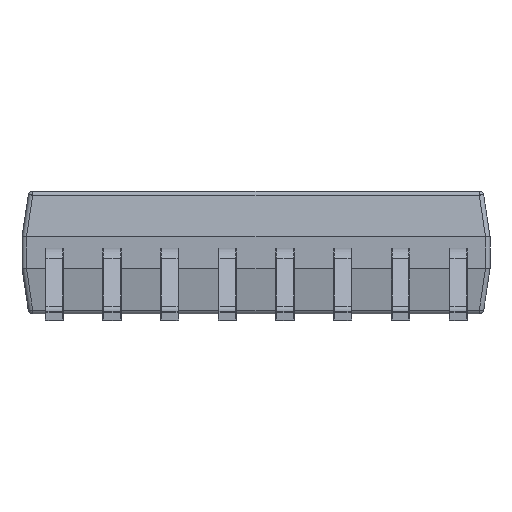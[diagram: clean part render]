
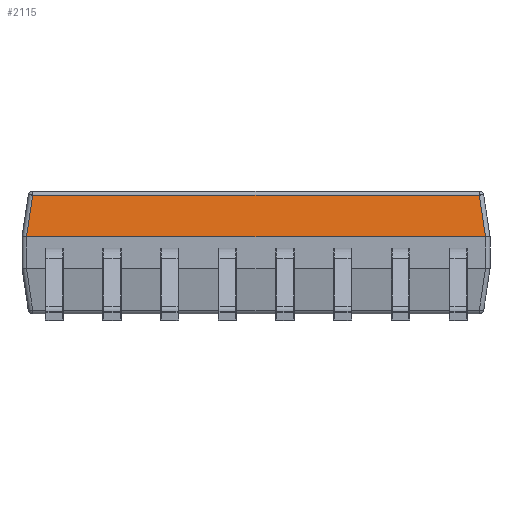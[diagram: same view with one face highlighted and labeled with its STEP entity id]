
A CAD part, front view. The second image highlights one B-rep face of the part: STEP entity #2115.
In plain terms, the highlighted planar face has unit normal (0, -0.989, 0.148).
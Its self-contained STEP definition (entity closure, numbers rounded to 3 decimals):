
#1747 = VERTEX_POINT('',#1748);
#1748 = CARTESIAN_POINT('',(5.05,-3.75,
    1.849));
#1754 = EDGE_CURVE('',#1747,#1755,#1757,.T.);
#1755 = VERTEX_POINT('',#1756);
#1756 = CARTESIAN_POINT('',(-5.05,-3.75,
    1.849));
#1757 = LINE('',#1758,#1759);
#1758 = CARTESIAN_POINT('',(-5.15,-3.75,
    1.849));
#1759 = VECTOR('',#1760,1.);
#1760 = DIRECTION('',(-1.,0.,0.));
#2115 = ADVANCED_FACE('',(#2116),#2159,.T.);
#2116 = FACE_BOUND('',#2117,.T.);
#2117 = EDGE_LOOP('',(#2118,#2119,#2128,#2136,#2144,#2152));
#2118 = ORIENTED_EDGE('',*,*,#1754,.F.);
#2119 = ORIENTED_EDGE('',*,*,#2120,.T.);
#2120 = EDGE_CURVE('',#1747,#2121,#2123,.T.);
#2121 = VERTEX_POINT('',#2122);
#2122 = CARTESIAN_POINT('',(5.051,-3.75,1.849
    ));
#2123 = ( BOUNDED_CURVE() B_SPLINE_CURVE(3,(#2124,#2125,#2126,#2127),
.UNSPECIFIED.,.F.,.F.) B_SPLINE_CURVE_WITH_KNOTS((4,4),(0.,
0.011),.PIECEWISE_BEZIER_KNOTS.) CURVE() 
GEOMETRIC_REPRESENTATION_ITEM() RATIONAL_B_SPLINE_CURVE((1.,
1.,1.,1.)) REPRESENTATION_ITEM('') );
#2124 = CARTESIAN_POINT('',(5.05,-3.75,
    1.849));
#2125 = CARTESIAN_POINT('',(5.05,-3.75,
    1.849));
#2126 = CARTESIAN_POINT('',(5.051,-3.75,
    1.849));
#2127 = CARTESIAN_POINT('',(5.051,-3.75,1.849
    ));
#2128 = ORIENTED_EDGE('',*,*,#2129,.T.);
#2129 = EDGE_CURVE('',#2121,#2130,#2132,.T.);
#2130 = VERTEX_POINT('',#2131);
#2131 = CARTESIAN_POINT('',(4.914,-3.613,
    2.764));
#2132 = LINE('',#2133,#2134);
#2133 = CARTESIAN_POINT('',(4.796,-3.494,
    3.553));
#2134 = VECTOR('',#2135,1.);
#2135 = DIRECTION('',(-0.147,0.147,0.978));
#2136 = ORIENTED_EDGE('',*,*,#2137,.T.);
#2137 = EDGE_CURVE('',#2130,#2138,#2140,.T.);
#2138 = VERTEX_POINT('',#2139);
#2139 = CARTESIAN_POINT('',(-4.914,-3.613,
    2.764));
#2140 = LINE('',#2141,#2142);
#2141 = CARTESIAN_POINT('',(0.,-3.613,
    2.764));
#2142 = VECTOR('',#2143,1.);
#2143 = DIRECTION('',(-1.,-0.,-0.));
#2144 = ORIENTED_EDGE('',*,*,#2145,.T.);
#2145 = EDGE_CURVE('',#2138,#2146,#2148,.T.);
#2146 = VERTEX_POINT('',#2147);
#2147 = CARTESIAN_POINT('',(-5.051,-3.75,
    1.849));
#2148 = LINE('',#2149,#2150);
#2149 = CARTESIAN_POINT('',(-4.796,-3.494,
    3.553));
#2150 = VECTOR('',#2151,1.);
#2151 = DIRECTION('',(-0.147,-0.147,-0.978));
#2152 = ORIENTED_EDGE('',*,*,#2153,.T.);
#2153 = EDGE_CURVE('',#2146,#1755,#2154,.T.);
#2154 = ( BOUNDED_CURVE() B_SPLINE_CURVE(3,(#2155,#2156,#2157,#2158),
.UNSPECIFIED.,.F.,.F.) B_SPLINE_CURVE_WITH_KNOTS((4,4),(6.272,
6.283),.PIECEWISE_BEZIER_KNOTS.) CURVE() 
GEOMETRIC_REPRESENTATION_ITEM() RATIONAL_B_SPLINE_CURVE((1.,
1.,1.,1.)) REPRESENTATION_ITEM('') );
#2155 = CARTESIAN_POINT('',(-5.051,-3.75,
    1.849));
#2156 = CARTESIAN_POINT('',(-5.051,-3.75,
    1.849));
#2157 = CARTESIAN_POINT('',(-5.05,-3.75,
    1.849));
#2158 = CARTESIAN_POINT('',(-5.05,-3.75,
    1.849));
#2159 = PLANE('',#2160);
#2160 = AXIS2_PLACEMENT_3D('',#2161,#2162,#2163);
#2161 = CARTESIAN_POINT('',(0.,-3.6,
    2.849));
#2162 = DIRECTION('',(0.,-0.989,0.148));
#2163 = DIRECTION('',(-1.,0.,0.));
